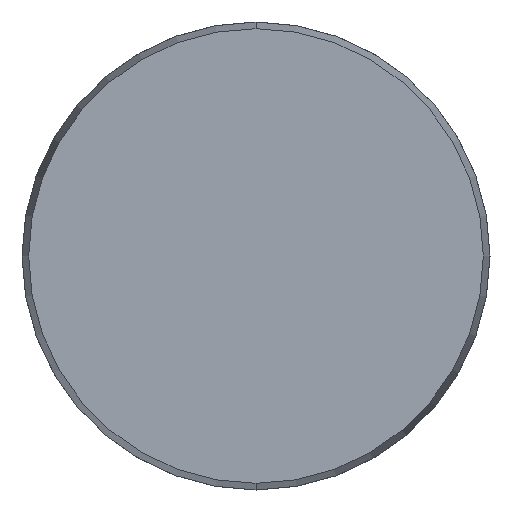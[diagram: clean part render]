
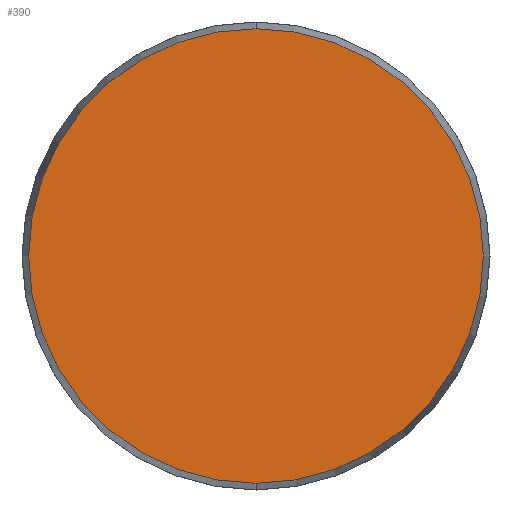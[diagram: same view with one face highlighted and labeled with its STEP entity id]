
A CAD part, front view. The second image highlights one B-rep face of the part: STEP entity #390.
In plain terms, the highlighted planar face has unit normal (0, -1, 0).
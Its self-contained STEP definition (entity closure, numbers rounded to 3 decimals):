
#38 = CARTESIAN_POINT ( 'NONE',  ( 0., 0., 0. ) ) ;
#75 = PLANE ( 'NONE',  #501 ) ;
#97 = VERTEX_POINT ( 'NONE', #798 ) ;
#235 = CIRCLE ( 'NONE', #1079, 29.143 ) ;
#261 = DIRECTION ( 'NONE',  ( 0., 0., -1. ) ) ;
#264 = FACE_OUTER_BOUND ( 'NONE', #794, .T. ) ;
#266 = CARTESIAN_POINT ( 'NONE',  ( 0., 0., 29.143 ) ) ;
#358 = DIRECTION ( 'NONE',  ( 0., 0., 1. ) ) ;
#390 = ADVANCED_FACE ( 'NONE', ( #264 ), #75, .F. ) ;
#409 = ORIENTED_EDGE ( 'NONE', *, *, #991, .T. ) ;
#467 = DIRECTION ( 'NONE',  ( 0., -1., 0. ) ) ;
#496 = DIRECTION ( 'NONE',  ( 0., -1., 0. ) ) ;
#501 = AXIS2_PLACEMENT_3D ( 'NONE', #994, #615, #358 ) ;
#503 = EDGE_CURVE ( 'NONE', #600, #97, #235, .T. ) ;
#551 = CARTESIAN_POINT ( 'NONE',  ( 0., 0., 0. ) ) ;
#600 = VERTEX_POINT ( 'NONE', #266 ) ;
#615 = DIRECTION ( 'NONE',  ( 0., 1., 0. ) ) ;
#679 = DIRECTION ( 'NONE',  ( 0., 0., -1. ) ) ;
#763 = ORIENTED_EDGE ( 'NONE', *, *, #503, .T. ) ;
#768 = CIRCLE ( 'NONE', #1149, 29.143 ) ;
#794 = EDGE_LOOP ( 'NONE', ( #763, #409 ) ) ;
#798 = CARTESIAN_POINT ( 'NONE',  ( 0., 0., -29.143 ) ) ;
#991 = EDGE_CURVE ( 'NONE', #97, #600, #768, .T. ) ;
#994 = CARTESIAN_POINT ( 'NONE',  ( -29.143, 0., 0. ) ) ;
#1079 = AXIS2_PLACEMENT_3D ( 'NONE', #38, #496, #679 ) ;
#1149 = AXIS2_PLACEMENT_3D ( 'NONE', #551, #467, #261 ) ;
